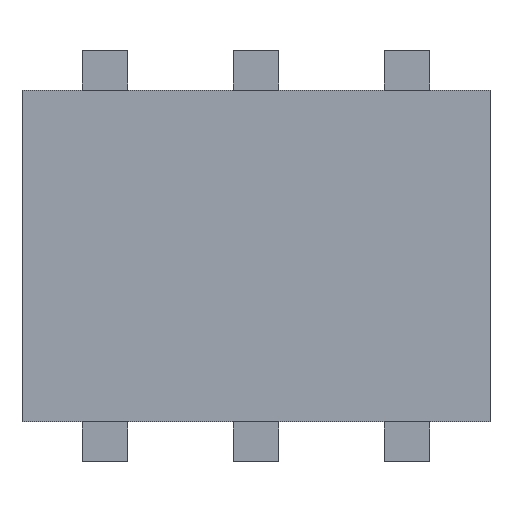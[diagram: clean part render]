
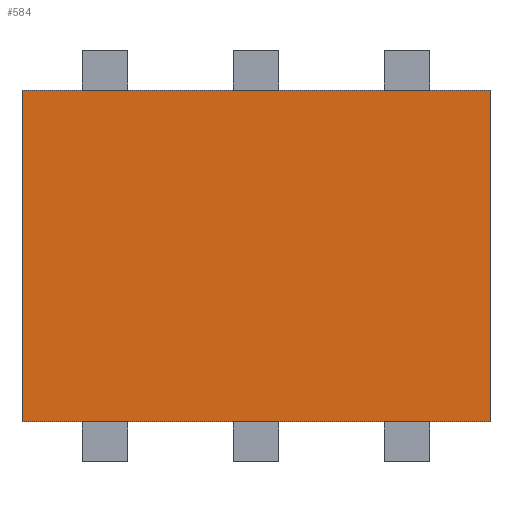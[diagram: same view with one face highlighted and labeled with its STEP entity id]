
A CAD part, front view. The second image highlights one B-rep face of the part: STEP entity #584.
In plain terms, the highlighted planar face has unit normal (0, -1, 0).
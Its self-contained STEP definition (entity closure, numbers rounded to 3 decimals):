
#25 = DIRECTION ( 'NONE',  ( -1., 0., 0. ) ) ;
#142 = VECTOR ( 'NONE', #1011, 1000. ) ;
#173 = VECTOR ( 'NONE', #936, 1000. ) ;
#194 = EDGE_CURVE ( 'NONE', #648, #1403, #390, .T. ) ;
#195 = LINE ( 'NONE', #1870, #686 ) ;
#221 = ORIENTED_EDGE ( 'NONE', *, *, #309, .F. ) ;
#224 = CARTESIAN_POINT ( 'NONE',  ( -3.935, 0.1, 2.79 ) ) ;
#260 = CARTESIAN_POINT ( 'NONE',  ( -3.935, 0.1, 2.79 ) ) ;
#309 = EDGE_CURVE ( 'NONE', #1901, #648, #1000, .T. ) ;
#356 = CARTESIAN_POINT ( 'NONE',  ( 3.935, 0.1, -2.79 ) ) ;
#390 = LINE ( 'NONE', #849, #142 ) ;
#422 = EDGE_CURVE ( 'NONE', #1403, #1759, #1573, .T. ) ;
#584 = ADVANCED_FACE ( 'NONE', ( #1225 ), #1209, .T. ) ;
#622 = VECTOR ( 'NONE', #25, 1000. ) ;
#648 = VERTEX_POINT ( 'NONE', #828 ) ;
#681 = ORIENTED_EDGE ( 'NONE', *, *, #194, .F. ) ;
#686 = VECTOR ( 'NONE', #1624, 1000. ) ;
#828 = CARTESIAN_POINT ( 'NONE',  ( 3.935, 0.1, 2.79 ) ) ;
#849 = CARTESIAN_POINT ( 'NONE',  ( 3.935, 0.1, 2.79 ) ) ;
#926 = EDGE_LOOP ( 'NONE', ( #681, #221, #1254, #1929 ) ) ;
#936 = DIRECTION ( 'NONE',  ( 1., 0., 0. ) ) ;
#1000 = LINE ( 'NONE', #224, #173 ) ;
#1011 = DIRECTION ( 'NONE',  ( 0., 0., -1. ) ) ;
#1044 = EDGE_CURVE ( 'NONE', #1759, #1901, #195, .T. ) ;
#1061 = AXIS2_PLACEMENT_3D ( 'NONE', #1646, #1354, #1079 ) ;
#1079 = DIRECTION ( 'NONE',  ( 0., 0., -1. ) ) ;
#1209 = PLANE ( 'NONE',  #1061 ) ;
#1225 = FACE_OUTER_BOUND ( 'NONE', #926, .T. ) ;
#1254 = ORIENTED_EDGE ( 'NONE', *, *, #1044, .F. ) ;
#1281 = CARTESIAN_POINT ( 'NONE',  ( -3.935, 0.1, -2.79 ) ) ;
#1354 = DIRECTION ( 'NONE',  ( 0., -1., 0. ) ) ;
#1403 = VERTEX_POINT ( 'NONE', #356 ) ;
#1410 = CARTESIAN_POINT ( 'NONE',  ( -3.935, 0.1, -2.79 ) ) ;
#1573 = LINE ( 'NONE', #1410, #622 ) ;
#1624 = DIRECTION ( 'NONE',  ( 0., 0., 1. ) ) ;
#1646 = CARTESIAN_POINT ( 'NONE',  ( 3.935, 0.1, -2.79 ) ) ;
#1759 = VERTEX_POINT ( 'NONE', #1281 ) ;
#1870 = CARTESIAN_POINT ( 'NONE',  ( -3.935, 0.1, 2.79 ) ) ;
#1901 = VERTEX_POINT ( 'NONE', #260 ) ;
#1929 = ORIENTED_EDGE ( 'NONE', *, *, #422, .F. ) ;
